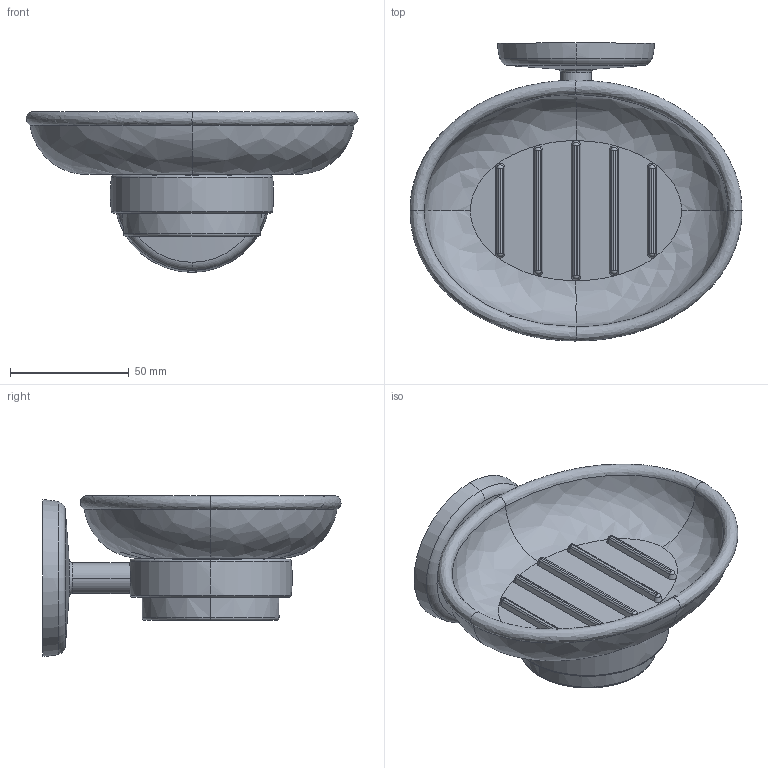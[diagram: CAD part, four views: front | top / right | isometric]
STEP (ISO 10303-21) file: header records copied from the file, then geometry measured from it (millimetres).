
FILE_DESCRIPTION((''),'2;1');
FILE_NAME('0312_WEB','2010-09-28T',('project'),(''),'PRO/ENGINEER BY PARAMETRIC TECHNOLOGY CORPORATION, 2009300','PRO/ENGINEER BY PARAMETRIC TECHNOLOGY CORPORATION, 2009300','');
FILE_SCHEMA(('CONFIG_CONTROL_DESIGN'));
Length unit declared in the file: inch
Products named in the file (1): 0312_WEB
Bounding box: 140 x 125.67 x 67.8 mm (x, y, z)
Volume: 141257.2 mm3; surface area: 60399.2 mm2
Topology: 3 solids, 3 shells, 454 faces, 1202 edges, 766 vertices
Faces by surface type: cylinder 198, plane 139, bspline 42, torus 33, sphere 24, cone 18
Entity records: 17291 total; most frequent: CARTESIAN_POINT 6367, ORIENTED_EDGE 2368, DIRECTION 2185, EDGE_CURVE 1184, AXIS2_PLACEMENT_3D 886, VERTEX_POINT 766, EDGE_LOOP 492, CIRCLE 474
